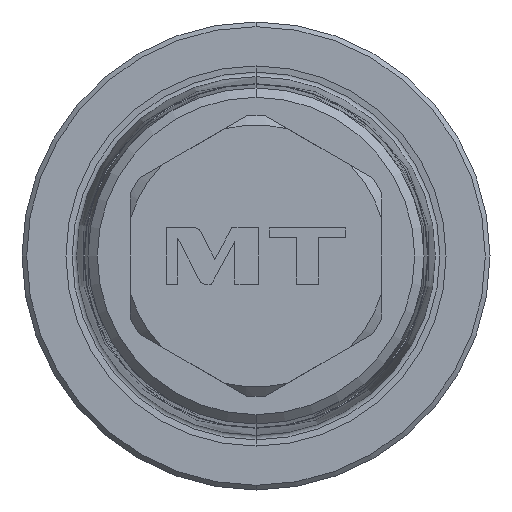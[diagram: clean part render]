
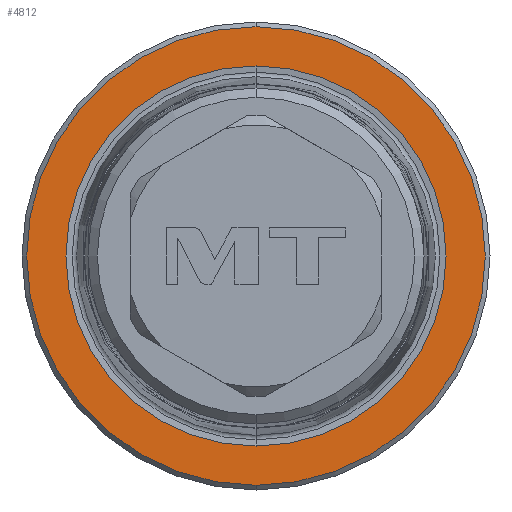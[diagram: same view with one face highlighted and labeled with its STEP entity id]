
A CAD part, front view. The second image highlights one B-rep face of the part: STEP entity #4812.
In plain terms, the highlighted planar face has unit normal (0, -1, 0).
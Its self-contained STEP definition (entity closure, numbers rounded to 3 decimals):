
#1543=CARTESIAN_POINT('',(0.,0.,0.));
#1544=DIRECTION('',(0.,1.,0.));
#1545=DIRECTION('',(0.,0.,-1.));
#1546=AXIS2_PLACEMENT_3D('',#1543,#1544,#1545);
#1548=CARTESIAN_POINT('',(0.,0.,0.));
#1549=DIRECTION('',(0.,1.,0.));
#1550=DIRECTION('',(0.,0.,1.));
#1551=AXIS2_PLACEMENT_3D('',#1548,#1549,#1550);
#1553=CARTESIAN_POINT('',(0.,0.,0.));
#1554=DIRECTION('',(0.,-1.,0.));
#1555=DIRECTION('',(0.,0.,1.));
#1556=AXIS2_PLACEMENT_3D('',#1553,#1554,#1555);
#1558=CARTESIAN_POINT('',(0.,0.,0.));
#1559=DIRECTION('',(0.,-1.,0.));
#1560=DIRECTION('',(0.,0.,-1.));
#1561=AXIS2_PLACEMENT_3D('',#1558,#1559,#1560);
#3093=CARTESIAN_POINT('',(0.,0.,-24.5));
#3094=CARTESIAN_POINT('',(0.,0.,24.5));
#3095=VERTEX_POINT('',#3093);
#3096=VERTEX_POINT('',#3094);
#3197=CARTESIAN_POINT('',(0.,0.,20.308));
#3198=CARTESIAN_POINT('',(0.,0.,-20.308));
#3199=VERTEX_POINT('',#3197);
#3200=VERTEX_POINT('',#3198);
#4797=CARTESIAN_POINT('',(0.,0.,0.));
#4798=DIRECTION('',(0.,-1.,0.));
#4799=DIRECTION('',(0.,0.,-1.));
#4800=AXIS2_PLACEMENT_3D('',#4797,#4798,#4799);
#4801=PLANE('',#4800);
#4802=ORIENTED_EDGE('',*,*,#4779,.T.);
#4803=ORIENTED_EDGE('',*,*,#4764,.T.);
#4804=EDGE_LOOP('',(#4802,#4803));
#4805=FACE_OUTER_BOUND('',#4804,.F.);
#4807=ORIENTED_EDGE('',*,*,#4806,.T.);
#4809=ORIENTED_EDGE('',*,*,#4808,.T.);
#4810=EDGE_LOOP('',(#4807,#4809));
#4811=FACE_BOUND('',#4810,.F.);
#4812=ADVANCED_FACE('',(#4805,#4811),#4801,.T.);
#1547=CIRCLE('',#1546,24.5);
#1552=CIRCLE('',#1551,24.5);
#1557=CIRCLE('',#1556,20.308);
#1562=CIRCLE('',#1561,20.308);
#4764=EDGE_CURVE('',#3096,#3095,#1552,.T.);
#4779=EDGE_CURVE('',#3095,#3096,#1547,.T.);
#4806=EDGE_CURVE('',#3199,#3200,#1557,.T.);
#4808=EDGE_CURVE('',#3200,#3199,#1562,.T.);
